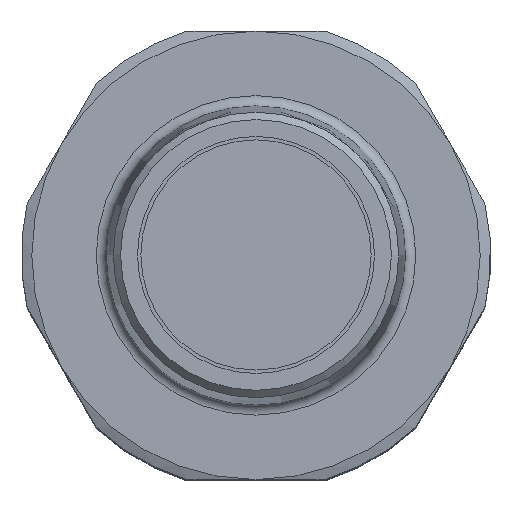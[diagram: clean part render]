
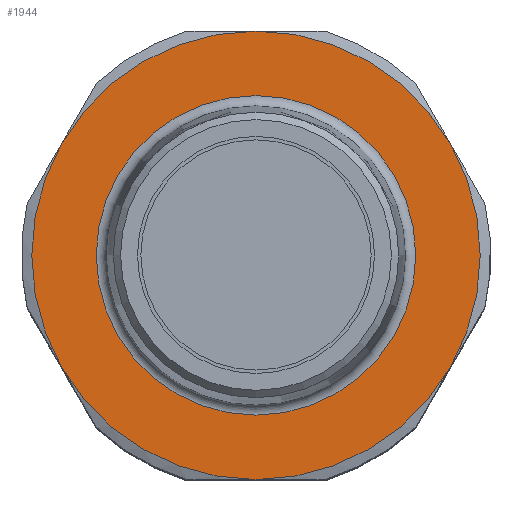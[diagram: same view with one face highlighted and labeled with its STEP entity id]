
A CAD part, top view. The second image highlights one B-rep face of the part: STEP entity #1944.
In plain terms, the highlighted planar face has unit normal (0, 0, 1).
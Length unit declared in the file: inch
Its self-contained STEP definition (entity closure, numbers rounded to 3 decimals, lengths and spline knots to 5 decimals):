
#15=FACE_BOUND('',#343,.T.);
#164=PLANE('',#2138);
#223=FACE_OUTER_BOUND('',#342,.T.);
#342=EDGE_LOOP('',(#1355,#1356,#1357,#1358,#1359,#1360));
#343=EDGE_LOOP('',(#1361));
#580=CIRCLE('',#2135,0.70112);
#582=CIRCLE('',#2139,0.98425);
#583=CIRCLE('',#2140,0.98425);
#584=CIRCLE('',#2141,0.98425);
#585=CIRCLE('',#2142,0.98425);
#586=CIRCLE('',#2143,0.98425);
#587=CIRCLE('',#2144,0.98425);
#754=VERTEX_POINT('',#3187);
#756=VERTEX_POINT('',#3195);
#757=VERTEX_POINT('',#3196);
#758=VERTEX_POINT('',#3198);
#759=VERTEX_POINT('',#3200);
#760=VERTEX_POINT('',#3202);
#761=VERTEX_POINT('',#3204);
#974=EDGE_CURVE('',#754,#754,#580,.T.);
#977=EDGE_CURVE('',#756,#757,#582,.T.);
#978=EDGE_CURVE('',#757,#758,#583,.T.);
#979=EDGE_CURVE('',#758,#759,#584,.T.);
#980=EDGE_CURVE('',#759,#760,#585,.T.);
#981=EDGE_CURVE('',#760,#761,#586,.T.);
#982=EDGE_CURVE('',#761,#756,#587,.T.);
#1355=ORIENTED_EDGE('',*,*,#977,.T.);
#1356=ORIENTED_EDGE('',*,*,#978,.T.);
#1357=ORIENTED_EDGE('',*,*,#979,.T.);
#1358=ORIENTED_EDGE('',*,*,#980,.T.);
#1359=ORIENTED_EDGE('',*,*,#981,.T.);
#1360=ORIENTED_EDGE('',*,*,#982,.T.);
#1361=ORIENTED_EDGE('',*,*,#974,.F.);
#1944=ADVANCED_FACE('',(#223,#15),#164,.F.);
#2135=AXIS2_PLACEMENT_3D('',#3189,#2526,#2527);
#2138=AXIS2_PLACEMENT_3D('',#3194,#2533,#2534);
#2139=AXIS2_PLACEMENT_3D('',#3197,#2535,#2536);
#2140=AXIS2_PLACEMENT_3D('',#3199,#2537,#2538);
#2141=AXIS2_PLACEMENT_3D('',#3201,#2539,#2540);
#2142=AXIS2_PLACEMENT_3D('',#3203,#2541,#2542);
#2143=AXIS2_PLACEMENT_3D('',#3205,#2543,#2544);
#2144=AXIS2_PLACEMENT_3D('',#3206,#2545,#2546);
#2526=DIRECTION('center_axis',(0.,0.,
1.));
#2527=DIRECTION('ref_axis',(-1.,0.,0.));
#2533=DIRECTION('center_axis',(0.,0.,
-1.));
#2534=DIRECTION('ref_axis',(-1.,0.,0.));
#2535=DIRECTION('center_axis',(0.,0.,
1.));
#2536=DIRECTION('ref_axis',(0.,1.,0.));
#2537=DIRECTION('center_axis',(0.,0.,
1.));
#2538=DIRECTION('ref_axis',(0.,1.,0.));
#2539=DIRECTION('center_axis',(0.,0.,
1.));
#2540=DIRECTION('ref_axis',(0.,1.,0.));
#2541=DIRECTION('center_axis',(0.,0.,
1.));
#2542=DIRECTION('ref_axis',(0.,1.,0.));
#2543=DIRECTION('center_axis',(0.,0.,
1.));
#2544=DIRECTION('ref_axis',(0.,1.,0.));
#2545=DIRECTION('center_axis',(0.,0.,
1.));
#2546=DIRECTION('ref_axis',(0.,1.,0.));
#3187=CARTESIAN_POINT('',(0.70112,0.,1.588));
#3189=CARTESIAN_POINT('Origin',(0.,0.,
1.588));
#3194=CARTESIAN_POINT('Origin',(0.,0.,
1.588));
#3195=CARTESIAN_POINT('',(0.,-0.98425,1.588));
#3196=CARTESIAN_POINT('',(0.85239,-0.49213,1.588));
#3197=CARTESIAN_POINT('Origin',(0.,0.,
1.588));
#3198=CARTESIAN_POINT('',(0.85239,0.49213,1.588));
#3199=CARTESIAN_POINT('Origin',(0.,0.,
1.588));
#3200=CARTESIAN_POINT('',(0.,0.98425,1.588));
#3201=CARTESIAN_POINT('Origin',(0.,0.,
1.588));
#3202=CARTESIAN_POINT('',(-0.85239,0.49213,1.588));
#3203=CARTESIAN_POINT('Origin',(0.,0.,
1.588));
#3204=CARTESIAN_POINT('',(-0.85239,-0.49213,1.588));
#3205=CARTESIAN_POINT('Origin',(0.,0.,
1.588));
#3206=CARTESIAN_POINT('Origin',(0.,0.,
1.588));
